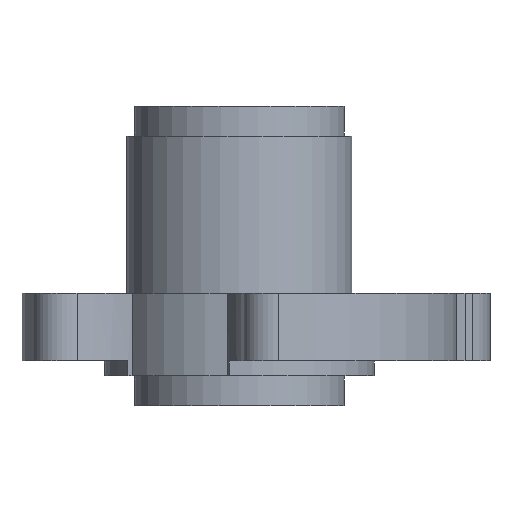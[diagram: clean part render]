
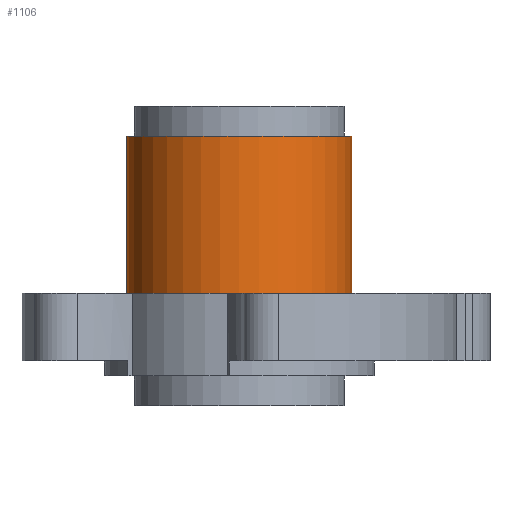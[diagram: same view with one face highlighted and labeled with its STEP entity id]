
A CAD part, front view. The second image highlights one B-rep face of the part: STEP entity #1106.
In plain terms, the highlighted cylindrical face has radius 7.5 mm (diameter 15 mm), a partial arc.
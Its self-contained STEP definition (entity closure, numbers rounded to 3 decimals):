
#23 = LINE ( 'NONE', #1192, #31 ) ;
#31 = VECTOR ( 'NONE', #1191, 1000. ) ;
#36 = VECTOR ( 'NONE', #1268, 1000. ) ;
#68 = LINE ( 'NONE', #1248, #36 ) ;
#154 = CARTESIAN_POINT ( 'NONE',  ( -7.5, 0., 10.5 ) ) ;
#222 = CYLINDRICAL_SURFACE ( 'NONE', #505, 7.5 ) ;
#225 = FACE_OUTER_BOUND ( 'NONE', #631, .T. ) ;
#407 = DIRECTION ( 'NONE',  ( 1., 0., 0. ) ) ;
#412 = EDGE_CURVE ( 'NONE', #473, #904, #68, .T. ) ;
#422 = EDGE_CURVE ( 'NONE', #1495, #1467, #23, .T. ) ;
#432 = AXIS2_PLACEMENT_3D ( 'NONE', #1096, #1092, #1082 ) ;
#451 = EDGE_CURVE ( 'NONE', #473, #1495, #1628, .T. ) ;
#456 = EDGE_CURVE ( 'NONE', #904, #1467, #1636, .T. ) ;
#473 = VERTEX_POINT ( 'NONE', #1063 ) ;
#505 = AXIS2_PLACEMENT_3D ( 'NONE', #610, #1351, #407 ) ;
#610 = CARTESIAN_POINT ( 'NONE',  ( 0., 0., 0. ) ) ;
#631 = EDGE_LOOP ( 'NONE', ( #725, #732, #1262, #747 ) ) ;
#725 = ORIENTED_EDGE ( 'NONE', *, *, #412, .F. ) ;
#732 = ORIENTED_EDGE ( 'NONE', *, *, #451, .T. ) ;
#747 = ORIENTED_EDGE ( 'NONE', *, *, #456, .F. ) ;
#904 = VERTEX_POINT ( 'NONE', #154 ) ;
#923 = CARTESIAN_POINT ( 'NONE',  ( 7.5, 0., 0. ) ) ;
#1063 = CARTESIAN_POINT ( 'NONE',  ( -7.5, 0., 0. ) ) ;
#1082 = DIRECTION ( 'NONE',  ( 1., 0., 0. ) ) ;
#1092 = DIRECTION ( 'NONE',  ( 0., 0., 1. ) ) ;
#1096 = CARTESIAN_POINT ( 'NONE',  ( 0., 0., 10.5 ) ) ;
#1104 = DIRECTION ( 'NONE',  ( 1., 0., 0. ) ) ;
#1105 = DIRECTION ( 'NONE',  ( 0., 0., 1. ) ) ;
#1106 = ADVANCED_FACE ( 'NONE', ( #225 ), #222, .T. ) ;
#1107 = CARTESIAN_POINT ( 'NONE',  ( 0., 0., 0. ) ) ;
#1191 = DIRECTION ( 'NONE',  ( 0., 0., 1. ) ) ;
#1192 = CARTESIAN_POINT ( 'NONE',  ( 7.5, 0., 0. ) ) ;
#1248 = CARTESIAN_POINT ( 'NONE',  ( -7.5, 0., 0. ) ) ;
#1262 = ORIENTED_EDGE ( 'NONE', *, *, #422, .T. ) ;
#1268 = DIRECTION ( 'NONE',  ( 0., 0., 1. ) ) ;
#1351 = DIRECTION ( 'NONE',  ( 0., 0., 1. ) ) ;
#1467 = VERTEX_POINT ( 'NONE', #1549 ) ;
#1495 = VERTEX_POINT ( 'NONE', #923 ) ;
#1549 = CARTESIAN_POINT ( 'NONE',  ( 7.5, 0., 10.5 ) ) ;
#1628 = CIRCLE ( 'NONE', #1654, 7.5 ) ;
#1636 = CIRCLE ( 'NONE', #432, 7.5 ) ;
#1654 = AXIS2_PLACEMENT_3D ( 'NONE', #1107, #1105, #1104 ) ;
